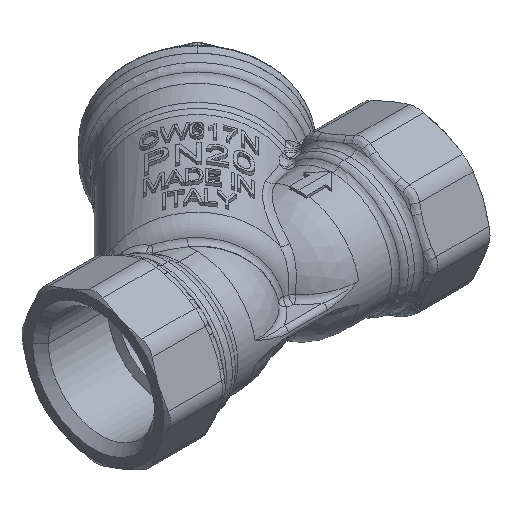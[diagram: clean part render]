
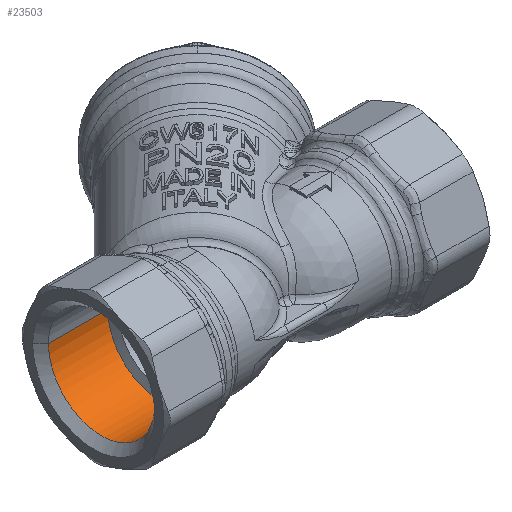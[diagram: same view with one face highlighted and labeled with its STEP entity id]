
A CAD part, isometric view. The second image highlights one B-rep face of the part: STEP entity #23503.
In plain terms, the highlighted cylindrical face has radius 9.5 mm (diameter 19 mm), a partial arc.
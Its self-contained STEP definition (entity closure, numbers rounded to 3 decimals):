
#1400 = CARTESIAN_POINT ( 'NONE',  ( -22.013, 0., 0. ) ) ;
#2930 = CARTESIAN_POINT ( 'NONE',  ( -6.5, -5.838, -7.597 ) ) ;
#3043 = CARTESIAN_POINT ( 'NONE',  ( -6.5, -7.597, -5.838 ) ) ;
#3163 = CARTESIAN_POINT ( 'NONE',  ( -6.5, 9.5, 0. ) ) ;
#3486 = CARTESIAN_POINT ( 'NONE',  ( -17.1, 7.597, -5.838 ) ) ;
#3593 = CARTESIAN_POINT ( 'NONE',  ( -17.1, 4.784, -8.301 ) ) ;
#3710 = CARTESIAN_POINT ( 'NONE',  ( -17.1, 8.301, -4.784 ) ) ;
#3716 = VERTEX_POINT ( 'NONE', #18975 ) ;
#3829 = CARTESIAN_POINT ( 'NONE',  ( -17.1, -9.5, 0. ) ) ;
#3935 = CARTESIAN_POINT ( 'NONE',  ( -17.1, 9.5, 0. ) ) ;
#3971 = DIRECTION ( 'NONE',  ( -1., 0., 0. ) ) ;
#4411 = EDGE_CURVE ( 'NONE', #7999, #12346, #20157, .T. ) ;
#4759 = FACE_OUTER_BOUND ( 'NONE', #14644, .T. ) ;
#5360 = CARTESIAN_POINT ( 'NONE',  ( -6.5, 4.784, -8.301 ) ) ;
#5702 = CARTESIAN_POINT ( 'NONE',  ( -6.5, -4.784, -8.301 ) ) ;
#6054 = CARTESIAN_POINT ( 'NONE',  ( -6.5, -1.244, -9.5 ) ) ;
#6071 = AXIS2_PLACEMENT_3D ( 'NONE', #1400, #3971, #9446 ) ;
#7652 = CARTESIAN_POINT ( 'NONE',  ( -17.1, -9.5, 0. ) ) ;
#7711 = CARTESIAN_POINT ( 'NONE',  ( -6.5, 9.253, -2.487 ) ) ;
#7999 = VERTEX_POINT ( 'NONE', #15465 ) ;
#8859 = CARTESIAN_POINT ( 'NONE',  ( -17.1, -5.838, -7.597 ) ) ;
#9446 = DIRECTION ( 'NONE',  ( 0., -1., 0. ) ) ;
#10332 = CARTESIAN_POINT ( 'NONE',  ( -10.033, -9.5, 0. ) ) ;
#10577 = CARTESIAN_POINT ( 'NONE',  ( -13.567, -9.5, 0. ) ) ;
#10936 = CARTESIAN_POINT ( 'NONE',  ( -6.5, -9.5, 0. ) ) ;
#11548 = CARTESIAN_POINT ( 'NONE',  ( -17.1, 1.244, -9.5 ) ) ;
#11668 = CARTESIAN_POINT ( 'NONE',  ( -17.1, -7.597, -5.838 ) ) ;
#11680 = EDGE_CURVE ( 'NONE', #3716, #7999, #14939, .T. ) ;
#11901 = CARTESIAN_POINT ( 'NONE',  ( -17.1, -9.5, -1.244 ) ) ;
#12346 = VERTEX_POINT ( 'NONE', #10936 ) ;
#13555 = CARTESIAN_POINT ( 'NONE',  ( -6.5, 9.5, -1.244 ) ) ;
#14325 = CARTESIAN_POINT ( 'NONE',  ( -17.1, -9.5, 0. ) ) ;
#14644 = EDGE_LOOP ( 'NONE', ( #28687, #26924, #22387, #19170 ) ) ;
#14677 = CARTESIAN_POINT ( 'NONE',  ( -17.1, 9.5, -1.244 ) ) ;
#14939 = B_SPLINE_CURVE_WITH_KNOTS ( 'NONE', 3,
 ( #32308, #24453, #24202, #3163 ),
 .UNSPECIFIED., .F., .F.,
 ( 4, 4 ),
 ( 0., 1. ),
 .UNSPECIFIED. ) ;
#15465 = CARTESIAN_POINT ( 'NONE',  ( -6.5, 9.5, 0. ) ) ;
#17249 = CARTESIAN_POINT ( 'NONE',  ( -17.1, -9.253, -2.487 ) ) ;
#18624 = CARTESIAN_POINT ( 'NONE',  ( -6.5, -9.5, 0. ) ) ;
#18975 = CARTESIAN_POINT ( 'NONE',  ( -17.1, 9.5, 0. ) ) ;
#19153 = CARTESIAN_POINT ( 'NONE',  ( -6.5, -9.5, 0. ) ) ;
#19170 = ORIENTED_EDGE ( 'NONE', *, *, #4411, .F. ) ;
#19385 = VERTEX_POINT ( 'NONE', #14325 ) ;
#19739 = CARTESIAN_POINT ( 'NONE',  ( -17.1, 9.253, -2.487 ) ) ;
#19851 = CARTESIAN_POINT ( 'NONE',  ( -17.1, -4.784, -8.301 ) ) ;
#20157 = B_SPLINE_CURVE_WITH_KNOTS ( 'NONE', 3,
 ( #31839, #13555, #7711, #26438, #21494, #34550, #5360, #26781, #29489, #6054, #32640, #5702, #2930, #3043, #30214, #30082, #29958, #19153 ),
 .UNSPECIFIED., .F., .F.,
 ( 4, 2, 2, 2, 2, 2, 2, 2, 4 ),
 ( 0., 0.125, 0.25, 0.375, 0.5, 0.625, 0.75, 0.875, 1. ),
 .UNSPECIFIED. ) ;
#21494 = CARTESIAN_POINT ( 'NONE',  ( -6.5, 7.597, -5.838 ) ) ;
#22294 = CARTESIAN_POINT ( 'NONE',  ( -17.1, -2.487, -9.253 ) ) ;
#22387 = ORIENTED_EDGE ( 'NONE', *, *, #24720, .F. ) ;
#23503 = ADVANCED_FACE ( 'NONE', ( #4759 ), #32426, .F. ) ;
#24026 = B_SPLINE_CURVE_WITH_KNOTS ( 'NONE', 3,
 ( #18624, #10332, #10577, #7652 ),
 .UNSPECIFIED., .F., .F.,
 ( 4, 4 ),
 ( 0., 1. ),
 .UNSPECIFIED. ) ;
#24202 = CARTESIAN_POINT ( 'NONE',  ( -10.033, 9.5, 0. ) ) ;
#24453 = CARTESIAN_POINT ( 'NONE',  ( -13.567, 9.5, 0. ) ) ;
#24720 = EDGE_CURVE ( 'NONE', #12346, #19385, #24026, .T. ) ;
#25012 = CARTESIAN_POINT ( 'NONE',  ( -17.1, -1.244, -9.5 ) ) ;
#26438 = CARTESIAN_POINT ( 'NONE',  ( -6.5, 8.301, -4.784 ) ) ;
#26781 = CARTESIAN_POINT ( 'NONE',  ( -6.5, 2.487, -9.253 ) ) ;
#26924 = ORIENTED_EDGE ( 'NONE', *, *, #34243, .T. ) ;
#27698 = CARTESIAN_POINT ( 'NONE',  ( -17.1, 5.838, -7.597 ) ) ;
#28687 = ORIENTED_EDGE ( 'NONE', *, *, #11680, .F. ) ;
#29489 = CARTESIAN_POINT ( 'NONE',  ( -6.5, 1.244, -9.5 ) ) ;
#29958 = CARTESIAN_POINT ( 'NONE',  ( -6.5, -9.5, -1.244 ) ) ;
#30082 = CARTESIAN_POINT ( 'NONE',  ( -6.5, -9.253, -2.487 ) ) ;
#30214 = CARTESIAN_POINT ( 'NONE',  ( -6.5, -8.301, -4.784 ) ) ;
#30300 = CARTESIAN_POINT ( 'NONE',  ( -17.1, 2.487, -9.253 ) ) ;
#31323 = B_SPLINE_CURVE_WITH_KNOTS ( 'NONE', 3,
 ( #3935, #14677, #19739, #3710, #3486, #27698, #3593, #30300, #11548, #25012, #22294, #19851, #8859, #11668, #33312, #17249, #11901, #3829 ),
 .UNSPECIFIED., .F., .F.,
 ( 4, 2, 2, 2, 2, 2, 2, 2, 4 ),
 ( 0., 0.125, 0.25, 0.375, 0.5, 0.625, 0.75, 0.875, 1. ),
 .UNSPECIFIED. ) ;
#31839 = CARTESIAN_POINT ( 'NONE',  ( -6.5, 9.5, 0. ) ) ;
#32308 = CARTESIAN_POINT ( 'NONE',  ( -17.1, 9.5, 0. ) ) ;
#32426 = CYLINDRICAL_SURFACE ( 'NONE', #6071, 9.5 ) ;
#32640 = CARTESIAN_POINT ( 'NONE',  ( -6.5, -2.487, -9.253 ) ) ;
#33312 = CARTESIAN_POINT ( 'NONE',  ( -17.1, -8.301, -4.784 ) ) ;
#34243 = EDGE_CURVE ( 'NONE', #3716, #19385, #31323, .T. ) ;
#34550 = CARTESIAN_POINT ( 'NONE',  ( -6.5, 5.838, -7.597 ) ) ;
